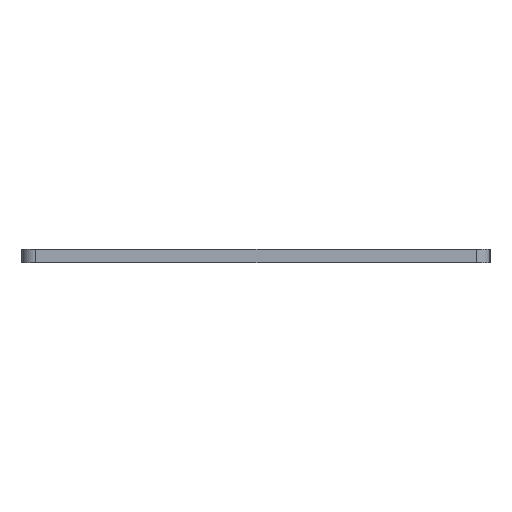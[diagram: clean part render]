
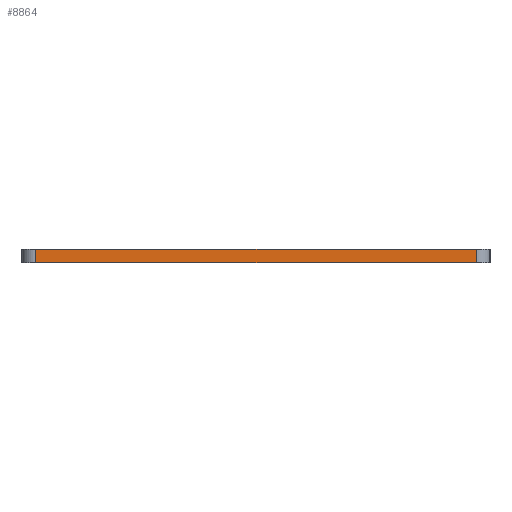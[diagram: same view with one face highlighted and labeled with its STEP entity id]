
A CAD part, left-side view. The second image highlights one B-rep face of the part: STEP entity #8864.
In plain terms, the highlighted planar face has unit normal (-1, 0, 0).
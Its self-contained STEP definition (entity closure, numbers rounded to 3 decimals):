
#674=FACE_OUTER_BOUND('',#1172,.T.);
#1172=EDGE_LOOP('',(#7573,#7574,#7575,#7576));
#2430=LINE('',#13918,#3586);
#2431=LINE('',#13921,#3587);
#2432=LINE('',#13923,#3588);
#2433=LINE('',#13924,#3589);
#3586=VECTOR('',#11468,10.);
#3587=VECTOR('',#11471,10.);
#3588=VECTOR('',#11472,10.);
#3589=VECTOR('',#11473,10.);
#4387=VERTEX_POINT('',#13914);
#4388=VERTEX_POINT('',#13916);
#4389=VERTEX_POINT('',#13920);
#4390=VERTEX_POINT('',#13922);
#5582=EDGE_CURVE('',#4387,#4388,#2430,.T.);
#5583=EDGE_CURVE('',#4389,#4387,#2431,.T.);
#5584=EDGE_CURVE('',#4390,#4388,#2432,.T.);
#5585=EDGE_CURVE('',#4389,#4390,#2433,.T.);
#7573=ORIENTED_EDGE('',*,*,#5583,.T.);
#7574=ORIENTED_EDGE('',*,*,#5582,.T.);
#7575=ORIENTED_EDGE('',*,*,#5584,.F.);
#7576=ORIENTED_EDGE('',*,*,#5585,.F.);
#8420=PLANE('',#9352);
#8864=ADVANCED_FACE('',(#674),#8420,.T.);
#9352=AXIS2_PLACEMENT_3D('',#13919,#11469,#11470);
#11468=DIRECTION('',(0.,0.,-1.));
#11469=DIRECTION('center_axis',(-1.,0.,0.));
#11470=DIRECTION('ref_axis',(0.,1.,0.));
#11471=DIRECTION('',(0.,1.,0.));
#11472=DIRECTION('',(0.,1.,0.));
#11473=DIRECTION('',(0.,0.,-1.));
#13914=CARTESIAN_POINT('',(-7.475,9.475,7.5));
#13916=CARTESIAN_POINT('',(-7.475,9.475,4.5));
#13918=CARTESIAN_POINT('',(-7.475,9.475,7.5));
#13919=CARTESIAN_POINT('Origin',(-7.475,-85.438,7.5));
#13920=CARTESIAN_POINT('',(-7.475,-85.438,7.5));
#13921=CARTESIAN_POINT('',(-7.475,-14.253,7.5));
#13922=CARTESIAN_POINT('',(-7.475,-85.438,4.5));
#13923=CARTESIAN_POINT('',(-7.475,-14.253,4.5));
#13924=CARTESIAN_POINT('',(-7.475,-85.438,7.5));
